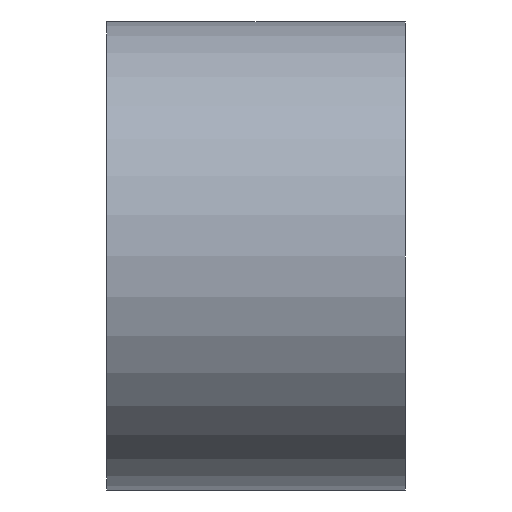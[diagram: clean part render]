
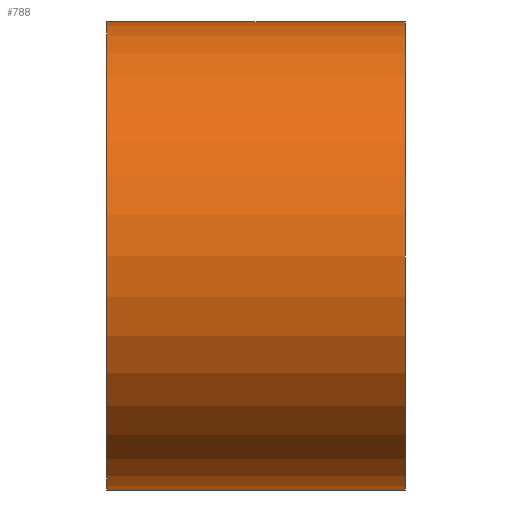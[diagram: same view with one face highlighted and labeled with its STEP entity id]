
A CAD part, front view. The second image highlights one B-rep face of the part: STEP entity #788.
In plain terms, the highlighted cylindrical face has radius 9 mm (diameter 18 mm), a partial arc.
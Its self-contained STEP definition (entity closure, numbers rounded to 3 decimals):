
#17 = VECTOR ( 'NONE', #849, 1000. ) ;
#95 = CIRCLE ( 'NONE', #796, 9. ) ;
#169 = DIRECTION ( 'NONE',  ( 1., 0., 0. ) ) ;
#182 = DIRECTION ( 'NONE',  ( 1., 0., 0. ) ) ;
#190 = DIRECTION ( 'NONE',  ( 0., 0., -1. ) ) ;
#218 = EDGE_CURVE ( 'NONE', #640, #1121, #301, .T. ) ;
#246 = AXIS2_PLACEMENT_3D ( 'NONE', #976, #169, #575 ) ;
#286 = DIRECTION ( 'NONE',  ( -1., 0., 0. ) ) ;
#301 = LINE ( 'NONE', #1108, #17 ) ;
#303 = CARTESIAN_POINT ( 'NONE',  ( 3.5, -13., -9. ) ) ;
#435 = ORIENTED_EDGE ( 'NONE', *, *, #587, .F. ) ;
#436 = AXIS2_PLACEMENT_3D ( 'NONE', #1003, #286, #890 ) ;
#455 = CIRCLE ( 'NONE', #246, 9. ) ;
#496 = ORIENTED_EDGE ( 'NONE', *, *, #775, .T. ) ;
#525 = VERTEX_POINT ( 'NONE', #1174 ) ;
#553 = CARTESIAN_POINT ( 'NONE',  ( 11.5, -13., 9. ) ) ;
#575 = DIRECTION ( 'NONE',  ( 0., 0., -1. ) ) ;
#587 = EDGE_CURVE ( 'NONE', #640, #1037, #455, .T. ) ;
#640 = VERTEX_POINT ( 'NONE', #553 ) ;
#684 = FACE_OUTER_BOUND ( 'NONE', #1103, .T. ) ;
#711 = VECTOR ( 'NONE', #1204, 1000. ) ;
#775 = EDGE_CURVE ( 'NONE', #1121, #525, #95, .T. ) ;
#788 = ADVANCED_FACE ( 'NONE', ( #684 ), #1190, .T. ) ;
#796 = AXIS2_PLACEMENT_3D ( 'NONE', #1101, #182, #190 ) ;
#849 = DIRECTION ( 'NONE',  ( -1., 0., 0. ) ) ;
#851 = ORIENTED_EDGE ( 'NONE', *, *, #1161, .F. ) ;
#871 = CARTESIAN_POINT ( 'NONE',  ( 11.5, -13., -9. ) ) ;
#890 = DIRECTION ( 'NONE',  ( 0., 0., 1. ) ) ;
#976 = CARTESIAN_POINT ( 'NONE',  ( 11.5, -13., 0. ) ) ;
#1003 = CARTESIAN_POINT ( 'NONE',  ( 3.5, -13., 0. ) ) ;
#1015 = CARTESIAN_POINT ( 'NONE',  ( 0., -13., 9. ) ) ;
#1037 = VERTEX_POINT ( 'NONE', #871 ) ;
#1101 = CARTESIAN_POINT ( 'NONE',  ( 0., -13., 0. ) ) ;
#1102 = LINE ( 'NONE', #303, #711 ) ;
#1103 = EDGE_LOOP ( 'NONE', ( #496, #851, #435, #1254 ) ) ;
#1108 = CARTESIAN_POINT ( 'NONE',  ( 3.5, -13., 9. ) ) ;
#1121 = VERTEX_POINT ( 'NONE', #1015 ) ;
#1161 = EDGE_CURVE ( 'NONE', #1037, #525, #1102, .T. ) ;
#1174 = CARTESIAN_POINT ( 'NONE',  ( 0., -13., -9. ) ) ;
#1190 = CYLINDRICAL_SURFACE ( 'NONE', #436, 9. ) ;
#1204 = DIRECTION ( 'NONE',  ( -1., 0., 0. ) ) ;
#1254 = ORIENTED_EDGE ( 'NONE', *, *, #218, .T. ) ;
